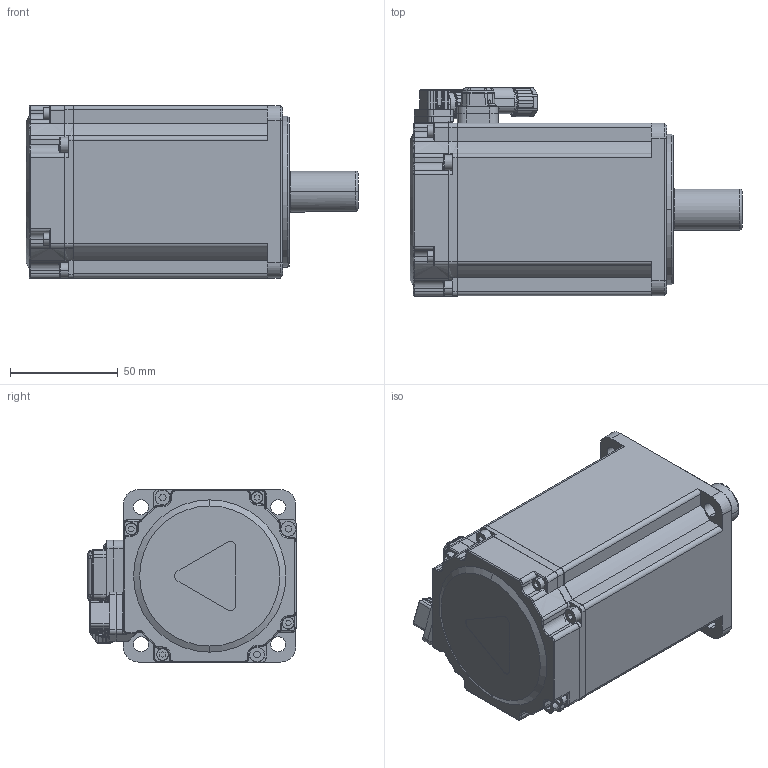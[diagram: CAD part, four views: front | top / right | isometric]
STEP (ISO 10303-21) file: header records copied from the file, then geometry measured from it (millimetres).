
FILE_DESCRIPTION (( 'STEP AP214' ), '1' );
FILE_NAME ('蚾饜极98儂褲1000W.STEP', '2022-12-30T03:15:29', ( 'Win7_64' ), ( 'Win7_64' ), 'SwSTEP 2.0', 'SolidWorks 2014', '' );
FILE_SCHEMA (( 'AUTOMOTIVE_DESIGN' ));
Length unit declared in the file: millimetre
Products named in the file (10): 1020135綴傷裔; 1040098 儂褲; 蚾饜极98儂褲1000W; plug-mc7pina1-2secw_t0-晤鎢ん(堤珋裔); GB／T70．1-2000内六角圆柱头螺钉M4×12; GB／T70．1-2000内六角圆柱头螺钉M3×10; 1010170; 80#晤鎢ん欶赽; plug-mc1x6shai_t0_sw0006; jack-mc1x6pinhai_t1_sw0005
Assembly tree (15 placements, depth 2):
  蚾饜极98儂褲1000W
    1040098 儂褲
    1020135綴傷裔
    jack-mc1x6pinhai_t1_sw0005
    plug-mc1x6shai_t0_sw0006
    80#晤鎢ん欶赽
    1010170
    GB／T70．1-2000内六角圆柱头螺钉M3×10  x4
    GB／T70．1-2000内六角圆柱头螺钉M4×12  x4
    plug-mc7pina1-2secw_t0-晤鎢ん(堤珋裔)
Bounding box: 154 x 96.7 x 80.2 mm (x, y, z)
Volume: 813363 mm3; surface area: 99919.6 mm2
Topology: 14 solids, 17 shells, 2674 faces, 7029 edges, 4401 vertices
Faces by surface type: plane 1203, cylinder 855, bspline 433, torus 97, cone 84, sphere 2
Entity records: 100301 total; most frequent: CARTESIAN_POINT 38801, ORIENTED_EDGE 13446, DIRECTION 10475, EDGE_CURVE 6727, VERTEX_POINT 4244, VECTOR 3751, LINE 3751, AXIS2_PLACEMENT_3D 3362
